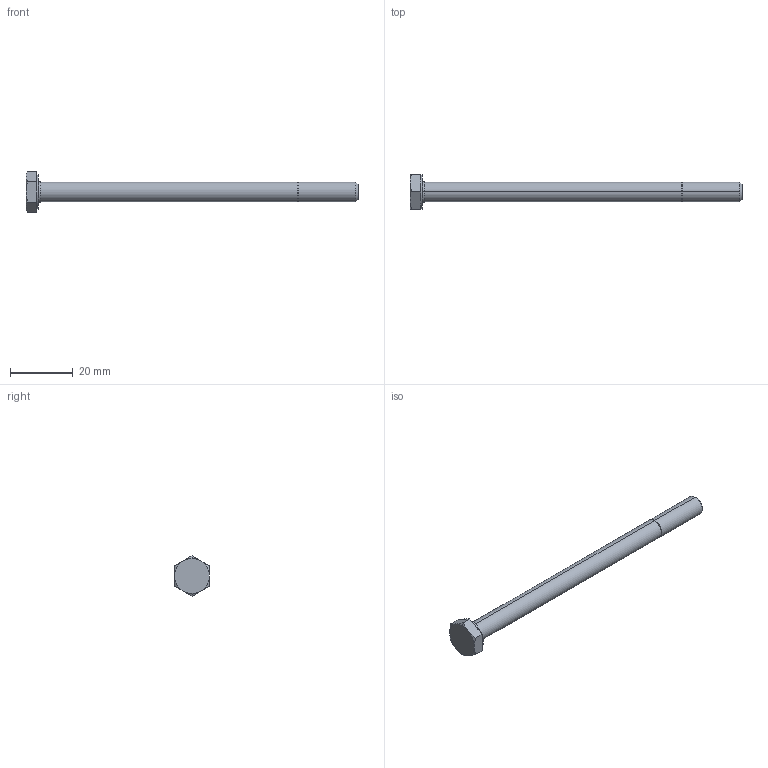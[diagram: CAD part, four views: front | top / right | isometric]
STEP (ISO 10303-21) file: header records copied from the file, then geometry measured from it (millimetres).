
FILE_DESCRIPTION(('starvars output'),'2;1');
FILE_NAME('cv20170711213710000125717.stp','21:37:10 2017/07/11',( 'Thomas Industrial Network Germany GmbH'),( 'Thomas Industrial Network Germany GmbH'),'unknown preprocess','ACIS' ,'unknown authorization');
FILE_SCHEMA(('CONFIG_CONTROL_DESIGN {UNKNOWN IMPLEMENTATION LEVEL}'));
Length unit declared in the file: millimetre
Products named in the file (1): PRODUCT_ID_1
Bounding box: 105.57 x 11.11 x 12.83 mm (x, y, z)
Volume: 3630.7 mm3; surface area: 2394.8 mm2
Topology: 1 solids, 1 shells, 37 faces, 78 edges, 44 vertices
Faces by surface type: plane 15, cone 14, cylinder 6, torus 2
Entity records: 818 total; most frequent: ORIENTED_EDGE 156, CARTESIAN_POINT 136, DIRECTION 86, EDGE_CURVE 78, VERTEX_POINT 44, EDGE_LOOP 38, FACE_BOUND 38, ADVANCED_FACE 37
